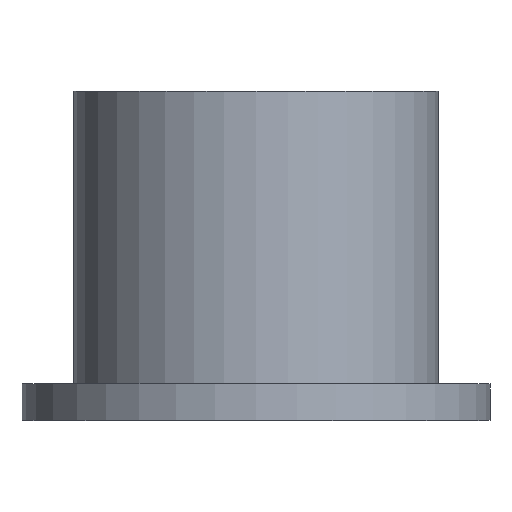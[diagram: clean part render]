
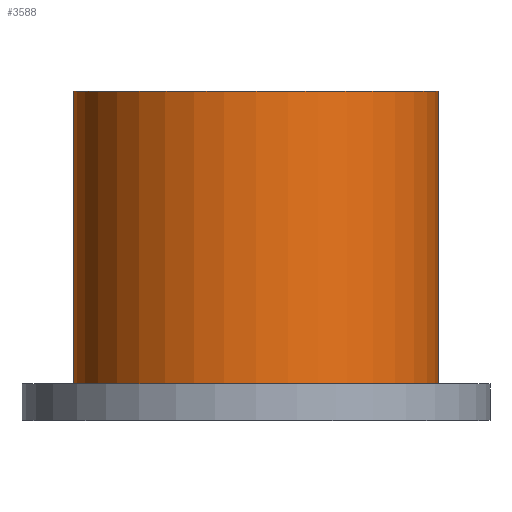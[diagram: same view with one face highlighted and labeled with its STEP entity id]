
A CAD part, top view. The second image highlights one B-rep face of the part: STEP entity #3588.
In plain terms, the highlighted cylindrical face has radius 15.812 mm (diameter 31.623 mm), a full revolution.
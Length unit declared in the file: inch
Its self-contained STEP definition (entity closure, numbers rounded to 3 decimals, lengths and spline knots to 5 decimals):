
#16=CYLINDRICAL_SURFACE('',#3722,0.6225);
#21=CIRCLE('',#3723,0.6225);
#22=CIRCLE('',#3724,0.6225);
#337=FACE_OUTER_BOUND('',#548,.T.);
#548=EDGE_LOOP('',(#3295,#3296,#3297,#3298));
#897=LINE('',#6461,#1240);
#1240=VECTOR('',#4290,0.6225);
#1755=VERTEX_POINT('',#6458);
#1756=VERTEX_POINT('',#6460);
#2272=EDGE_CURVE('',#1755,#1755,#21,.T.);
#2273=EDGE_CURVE('',#1755,#1756,#897,.T.);
#2274=EDGE_CURVE('',#1756,#1756,#22,.T.);
#3295=ORIENTED_EDGE('',*,*,#2272,.F.);
#3296=ORIENTED_EDGE('',*,*,#2273,.T.);
#3297=ORIENTED_EDGE('',*,*,#2274,.F.);
#3298=ORIENTED_EDGE('',*,*,#2273,.F.);
#3588=ADVANCED_FACE('',(#337),#16,.T.);
#3722=AXIS2_PLACEMENT_3D('',#6457,#4286,#4287);
#3723=AXIS2_PLACEMENT_3D('',#6459,#4288,#4289);
#3724=AXIS2_PLACEMENT_3D('',#6462,#4291,#4292);
#4286=DIRECTION('center_axis',(0.,1.,0.));
#4287=DIRECTION('ref_axis',(1.,0.,0.));
#4288=DIRECTION('center_axis',(0.,1.,0.));
#4289=DIRECTION('ref_axis',(1.,0.,0.));
#4290=DIRECTION('',(0.,-1.,0.));
#4291=DIRECTION('center_axis',(0.,-1.,0.));
#4292=DIRECTION('ref_axis',(1.,0.,0.));
#6457=CARTESIAN_POINT('Origin',(0.,0.125,0.));
#6458=CARTESIAN_POINT('',(-0.6225,1.125,0.));
#6459=CARTESIAN_POINT('Origin',(0.,1.125,0.));
#6460=CARTESIAN_POINT('',(-0.6225,0.125,0.));
#6461=CARTESIAN_POINT('',(-0.6225,0.125,0.));
#6462=CARTESIAN_POINT('Origin',(0.,0.125,0.));
